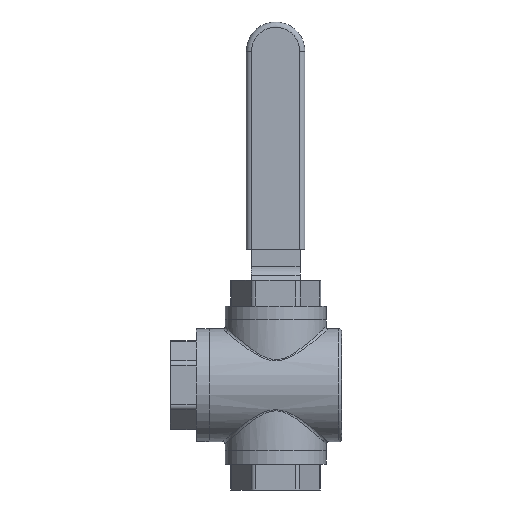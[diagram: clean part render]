
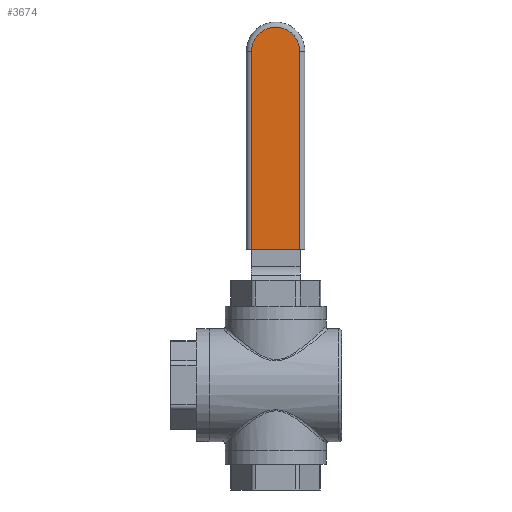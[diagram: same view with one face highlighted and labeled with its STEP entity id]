
A CAD part, front view. The second image highlights one B-rep face of the part: STEP entity #3674.
In plain terms, the highlighted planar face has unit normal (0, -1, 0).
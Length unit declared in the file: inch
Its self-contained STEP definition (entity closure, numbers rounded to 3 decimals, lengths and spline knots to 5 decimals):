
#350 = CARTESIAN_POINT ( 'NONE',  ( 1.93208, 3.26059, 6.26419 ) ) ;
#1269 = EDGE_CURVE ( 'NONE', #12773, #13287, #4907, .T. ) ;
#1464 = EDGE_LOOP ( 'NONE', ( #4296, #12165, #7627, #8020 ) ) ;
#1781 = AXIS2_PLACEMENT_3D ( 'NONE', #3330, #2508, #5510 ) ;
#1861 = DIRECTION ( 'NONE',  ( 1., 0., 0. ) ) ;
#2265 = DIRECTION ( 'NONE',  ( 0., 0., -1. ) ) ;
#2332 = CARTESIAN_POINT ( 'NONE',  ( 1.46458, 3.26059, 6.26419 ) ) ;
#2439 = VECTOR ( 'NONE', #1861, 39.37008 ) ;
#2463 = CIRCLE ( 'NONE', #6250, 0.4675 ) ;
#2508 = DIRECTION ( 'NONE',  ( 0., 1., 0. ) ) ;
#3330 = CARTESIAN_POINT ( 'NONE',  ( 1.93708, 3.26059, -1.38831 ) ) ;
#3674 = ADVANCED_FACE ( 'NONE', ( #7566 ), #9862, .F. ) ;
#4296 = ORIENTED_EDGE ( 'NONE', *, *, #5876, .T. ) ;
#4599 = DIRECTION ( 'NONE',  ( 0., 0., -1. ) ) ;
#4770 = CARTESIAN_POINT ( 'NONE',  ( 1.93208, 3.26059, -1.38831 ) ) ;
#4848 = CARTESIAN_POINT ( 'NONE',  ( 0.99708, 3.26059, 6.26419 ) ) ;
#4878 = CARTESIAN_POINT ( 'NONE',  ( 0.99708, 3.26059, 2.43169 ) ) ;
#4907 = LINE ( 'NONE', #11198, #2439 ) ;
#5510 = DIRECTION ( 'NONE',  ( 0., 0., -1. ) ) ;
#5660 = EDGE_CURVE ( 'NONE', #13287, #9764, #11208, .T. ) ;
#5876 = EDGE_CURVE ( 'NONE', #9764, #7764, #2463, .T. ) ;
#6250 = AXIS2_PLACEMENT_3D ( 'NONE', #2332, #8636, #2265 ) ;
#6685 = LINE ( 'NONE', #10902, #10509 ) ;
#7566 = FACE_OUTER_BOUND ( 'NONE', #1464, .T. ) ;
#7627 = ORIENTED_EDGE ( 'NONE', *, *, #1269, .T. ) ;
#7764 = VERTEX_POINT ( 'NONE', #4848 ) ;
#8020 = ORIENTED_EDGE ( 'NONE', *, *, #5660, .T. ) ;
#8090 = DIRECTION ( 'NONE',  ( 0., 0., 1. ) ) ;
#8636 = DIRECTION ( 'NONE',  ( 0., -1., 0. ) ) ;
#8874 = VECTOR ( 'NONE', #8090, 39.37008 ) ;
#9764 = VERTEX_POINT ( 'NONE', #350 ) ;
#9862 = PLANE ( 'NONE',  #1781 ) ;
#10509 = VECTOR ( 'NONE', #4599, 39.37008 ) ;
#10902 = CARTESIAN_POINT ( 'NONE',  ( 0.99708, 3.26059, -1.38831 ) ) ;
#11195 = CARTESIAN_POINT ( 'NONE',  ( 1.93208, 3.26059, 2.43169 ) ) ;
#11198 = CARTESIAN_POINT ( 'NONE',  ( 1.93708, 3.26059, 2.43169 ) ) ;
#11208 = LINE ( 'NONE', #4770, #8874 ) ;
#12165 = ORIENTED_EDGE ( 'NONE', *, *, #13349, .T. ) ;
#12773 = VERTEX_POINT ( 'NONE', #4878 ) ;
#13287 = VERTEX_POINT ( 'NONE', #11195 ) ;
#13349 = EDGE_CURVE ( 'NONE', #7764, #12773, #6685, .T. ) ;
